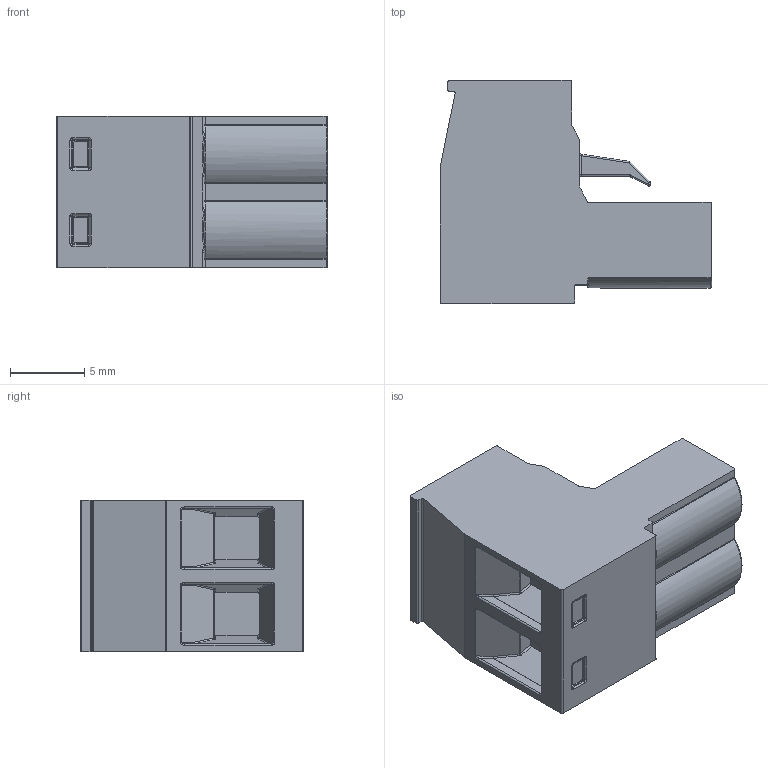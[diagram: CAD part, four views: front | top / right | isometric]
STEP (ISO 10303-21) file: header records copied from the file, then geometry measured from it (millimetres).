
FILE_DESCRIPTION (( 'STEP AP214' ), '1' );
FILE_NAME ('Plug 200mil.STEP', '2018-05-06T10:20:58', ( '' ), ( '' ), 'SwSTEP 2.0', 'SolidWorks 2017', '' );
FILE_SCHEMA (( 'AUTOMOTIVE_DESIGN' ));
Length unit declared in the file: millimetre
Products named in the file (1): Plug 200mil
Bounding box: 18.2 x 15 x 10.16 mm (x, y, z)
Volume: 1679 mm3; surface area: 1252.3 mm2
Topology: 1 solids, 1 shells, 472 faces, 1113 edges, 616 vertices
Faces by surface type: cylinder 206, plane 114, torus 56, sphere 54, bspline 38, cone 4
Entity records: 19270 total; most frequent: CARTESIAN_POINT 3604, DIRECTION 2325, ORIENTED_EDGE 2138, EDGE_CURVE 1069, AXIS2_PLACEMENT_3D 921, VERTEX_POINT 614, EDGE_LOOP 487, CIRCLE 486
